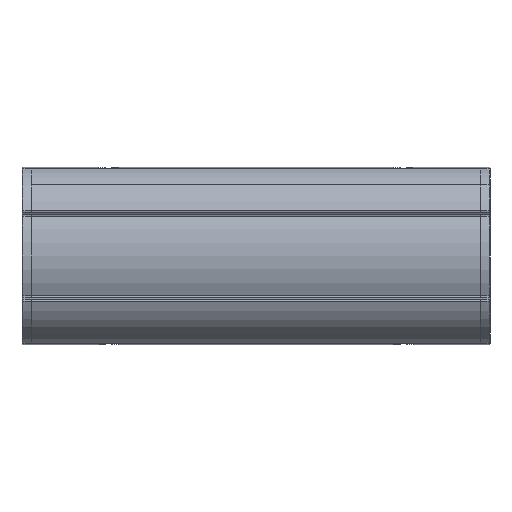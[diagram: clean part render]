
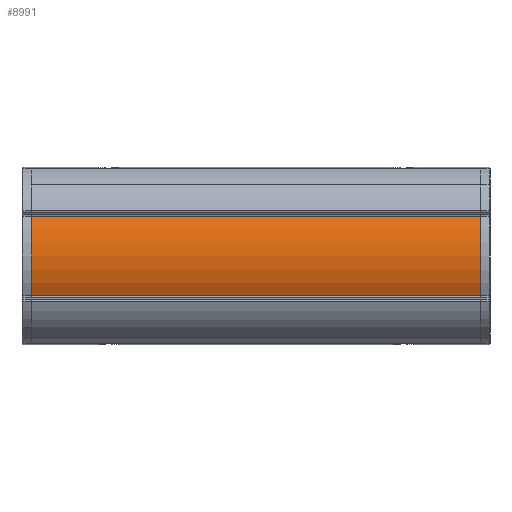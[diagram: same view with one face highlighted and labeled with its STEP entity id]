
A CAD part, left-side view. The second image highlights one B-rep face of the part: STEP entity #8991.
In plain terms, the highlighted cylindrical face has radius 19 mm (diameter 38 mm), a partial arc.
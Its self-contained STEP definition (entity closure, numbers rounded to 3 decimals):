
#732 = VECTOR ( 'NONE', #11813, 1000. ) ;
#1157 = CYLINDRICAL_SURFACE ( 'NONE', #11583, 19. ) ;
#1514 = CARTESIAN_POINT ( 'NONE',  ( -17.984, -6.131, 70.5 ) ) ;
#1525 = CIRCLE ( 'NONE', #9105, 19. ) ;
#2251 = EDGE_LOOP ( 'NONE', ( #12233, #12755, #2548, #10251 ) ) ;
#2338 = CARTESIAN_POINT ( 'NONE',  ( -6.131, -17.984, 70.5 ) ) ;
#2548 = ORIENTED_EDGE ( 'NONE', *, *, #4408, .F. ) ;
#3421 = DIRECTION ( 'NONE',  ( -1., 0., 0. ) ) ;
#3774 = DIRECTION ( 'NONE',  ( 0., 0., -1. ) ) ;
#4408 = EDGE_CURVE ( 'NONE', #13622, #13072, #7264, .T. ) ;
#4960 = DIRECTION ( 'NONE',  ( 0., 0., -1. ) ) ;
#5292 = CARTESIAN_POINT ( 'NONE',  ( -6.131, -17.984, -25.5 ) ) ;
#5426 = DIRECTION ( 'NONE',  ( -1., 0., 0. ) ) ;
#6724 = CARTESIAN_POINT ( 'NONE',  ( -6.131, -17.984, 70.5 ) ) ;
#7044 = AXIS2_PLACEMENT_3D ( 'NONE', #10738, #12061, #3421 ) ;
#7264 = CIRCLE ( 'NONE', #7044, 19. ) ;
#7650 = FACE_OUTER_BOUND ( 'NONE', #2251, .T. ) ;
#7892 = CARTESIAN_POINT ( 'NONE',  ( 0., 0., 70.5 ) ) ;
#7952 = EDGE_CURVE ( 'NONE', #13622, #12909, #9927, .T. ) ;
#8498 = VECTOR ( 'NONE', #3774, 1000. ) ;
#8566 = EDGE_CURVE ( 'NONE', #12909, #11133, #1525, .T. ) ;
#8930 = CARTESIAN_POINT ( 'NONE',  ( -17.984, -6.131, 70.5 ) ) ;
#8991 = ADVANCED_FACE ( 'NONE', ( #7650 ), #1157, .T. ) ;
#9105 = AXIS2_PLACEMENT_3D ( 'NONE', #7892, #4960, #10177 ) ;
#9801 = DIRECTION ( 'NONE',  ( 0., 0., -1. ) ) ;
#9927 = LINE ( 'NONE', #6724, #732 ) ;
#10177 = DIRECTION ( 'NONE',  ( -1., 0., 0. ) ) ;
#10251 = ORIENTED_EDGE ( 'NONE', *, *, #7952, .T. ) ;
#10738 = CARTESIAN_POINT ( 'NONE',  ( 0., 0., -25.5 ) ) ;
#10785 = CARTESIAN_POINT ( 'NONE',  ( 0., 0., 70.5 ) ) ;
#10819 = EDGE_CURVE ( 'NONE', #11133, #13072, #12273, .T. ) ;
#11133 = VERTEX_POINT ( 'NONE', #1514 ) ;
#11301 = CARTESIAN_POINT ( 'NONE',  ( -17.984, -6.131, -25.5 ) ) ;
#11583 = AXIS2_PLACEMENT_3D ( 'NONE', #10785, #9801, #5426 ) ;
#11813 = DIRECTION ( 'NONE',  ( 0., 0., 1. ) ) ;
#12061 = DIRECTION ( 'NONE',  ( 0., 0., -1. ) ) ;
#12233 = ORIENTED_EDGE ( 'NONE', *, *, #8566, .T. ) ;
#12273 = LINE ( 'NONE', #8930, #8498 ) ;
#12755 = ORIENTED_EDGE ( 'NONE', *, *, #10819, .T. ) ;
#12909 = VERTEX_POINT ( 'NONE', #2338 ) ;
#13072 = VERTEX_POINT ( 'NONE', #11301 ) ;
#13622 = VERTEX_POINT ( 'NONE', #5292 ) ;
